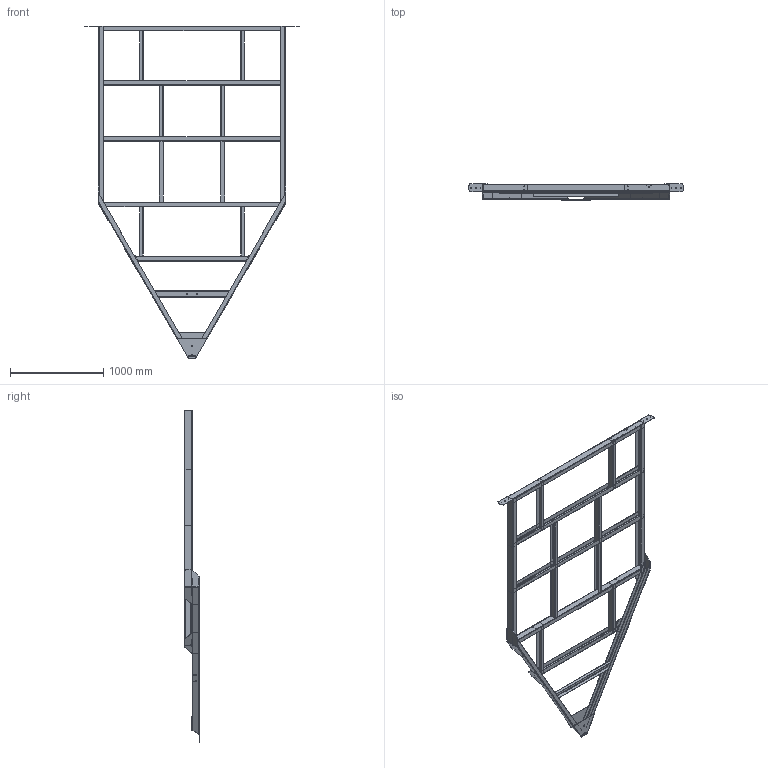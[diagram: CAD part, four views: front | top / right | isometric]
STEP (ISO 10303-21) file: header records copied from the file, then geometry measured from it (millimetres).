
FILE_DESCRIPTION (( 'STEP AP203' ), '1' );
FILE_NAME ('CV03-F01_REV_A.step', '2025-08-17T05:03:07', ( '' ), ( '' ), 'SwSTEP 2.0', 'SolidWorks 2024', '' );
FILE_SCHEMA (( 'CONFIG_CONTROL_DESIGN' ));
Length unit declared in the file: millimetre
Products named in the file (25): CV03-F01_REV_A; CV03-TR-19; CV03-TR-13; CV03-TR-03; CV03-TR-24; CV03-TR-12; CV03-TR-22; CV03-TR-04; CV03-TR-14; CV03-TR-01; CV03-TR-15; CV03-TR-23; CV03-TR-06; CV03-TR-21; CV03-TR-02; CV03-TR-09; CV03-TR-20; CV03-TR-08; CV03-TR-18; CV03-TR-16; CV03-TR-17; CV03-TR-07; CV03-TR-11; CV03-TR-05; CV03-TR-10
Assembly tree (26 placements, depth 2):
  CV03-F01_REV_A
    CV03-TR-11
    CV03-TR-13
    CV03-TR-01
    CV03-TR-02
    CV03-TR-15
    CV03-TR-19
    CV03-TR-20
    CV03-TR-21
    CV03-TR-10
    CV03-TR-16
    CV03-TR-17
    CV03-TR-22
    CV03-TR-23
    CV03-TR-24
    CV03-TR-18
    CV03-TR-07
    CV03-TR-08
    CV03-TR-05
    CV03-TR-12
    CV03-TR-14
    CV03-TR-03
    CV03-TR-06  x2
    CV03-TR-09  x2
    CV03-TR-04
Bounding box: 2304.17 x 166 x 3555.24 mm (x, y, z)
Volume: 13638718.2 mm3; surface area: 8055243 mm2
Topology: 26 solids, 26 shells, 1474 faces, 3962 edges, 2540 vertices
Faces by surface type: plane 966, cylinder 492, bspline 16
Entity records: 48242 total; most frequent: CARTESIAN_POINT 8937, ORIENTED_EDGE 7636, DIRECTION 7564, EDGE_CURVE 3818, VECTOR 2822, LINE 2822, VERTEX_POINT 2444, AXIS2_PLACEMENT_3D 2371
